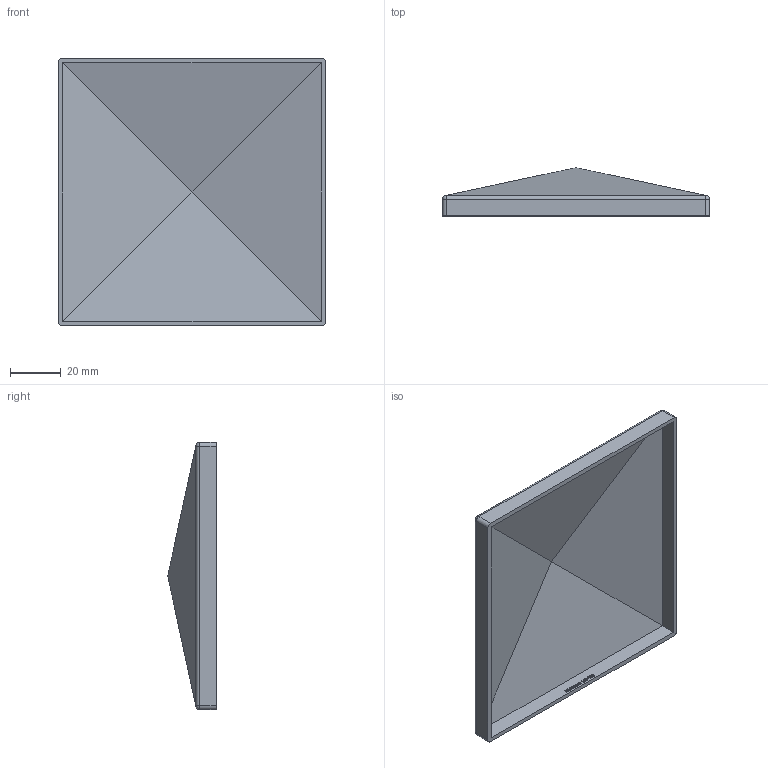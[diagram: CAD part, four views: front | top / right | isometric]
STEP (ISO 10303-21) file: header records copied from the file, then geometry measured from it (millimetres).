
FILE_DESCRIPTION (( 'STEP AP203' ), '1' );
FILE_NAME ('165-100.step', '2019-09-04T06:21:40', ( '' ), ( '' ), 'SwSTEP 2.0', 'SolidWorks 2015', '' );
FILE_SCHEMA (( 'CONFIG_CONTROL_DESIGN' ));
Length unit declared in the file: millimetre
Products named in the file (1): 165-100
Bounding box: 105 x 19 x 105 mm (x, y, z)
Volume: 24669.9 mm3; surface area: 28138.6 mm2
Topology: 1 solids, 1 shells, 220 faces, 562 edges, 362 vertices
Faces by surface type: plane 117, bspline 83, cylinder 12, sphere 8
Entity records: 11265 total; most frequent: CARTESIAN_POINT 6440, ORIENTED_EDGE 1116, DIRECTION 696, EDGE_CURVE 558, LINE 364, VECTOR 364, VERTEX_POINT 362, EDGE_LOOP 242
